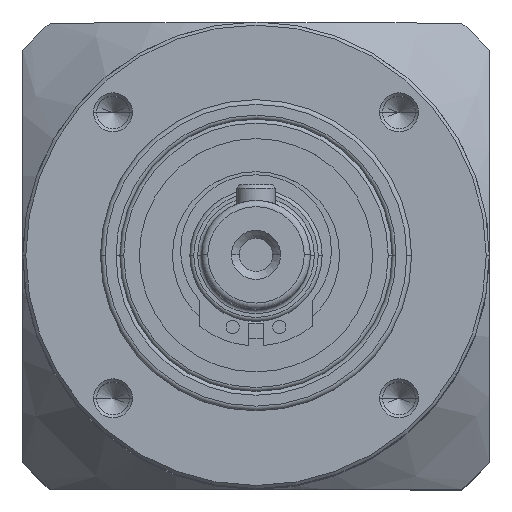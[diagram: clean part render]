
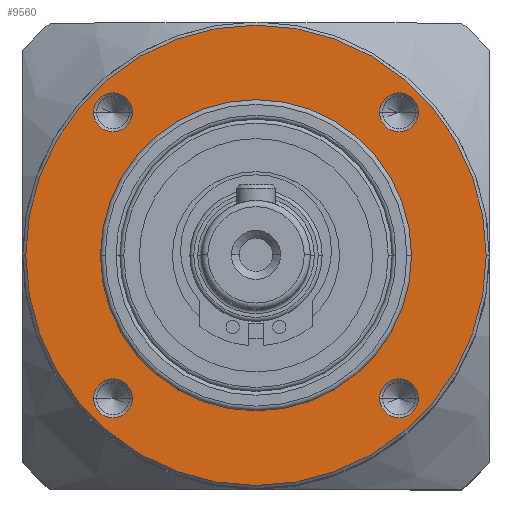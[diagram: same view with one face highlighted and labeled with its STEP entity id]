
A CAD part, top view. The second image highlights one B-rep face of the part: STEP entity #9560.
In plain terms, the highlighted planar face has unit normal (0, 0, 1).
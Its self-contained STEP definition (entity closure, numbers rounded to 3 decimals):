
#15 = EDGE_CURVE ( 'NONE', #813, #4264, #11725, .T. ) ;
#240 = AXIS2_PLACEMENT_3D ( 'NONE', #10726, #9879, #5063 ) ;
#243 = AXIS2_PLACEMENT_3D ( 'NONE', #12026, #2371, #9049 ) ;
#251 = CARTESIAN_POINT ( 'NONE',  ( 18.385, 18.385, 25.5 ) ) ;
#267 = EDGE_LOOP ( 'NONE', ( #5421, #12162 ) ) ;
#637 = CARTESIAN_POINT ( 'NONE',  ( 20.885, -18.385, 25.5 ) ) ;
#813 = VERTEX_POINT ( 'NONE', #901 ) ;
#901 = CARTESIAN_POINT ( 'NONE',  ( -20.885, -18.385, 25.5 ) ) ;
#973 = EDGE_CURVE ( 'NONE', #3026, #3962, #10492, .T. ) ;
#1001 = CARTESIAN_POINT ( 'NONE',  ( 0., 0., 25.5 ) ) ;
#1229 = DIRECTION ( 'NONE',  ( 1., 0., 0. ) ) ;
#1300 = AXIS2_PLACEMENT_3D ( 'NONE', #3396, #3278, #8143 ) ;
#1398 = EDGE_CURVE ( 'NONE', #5026, #7115, #3374, .T. ) ;
#1428 = DIRECTION ( 'NONE',  ( 0., 0., -1. ) ) ;
#1470 = DIRECTION ( 'NONE',  ( 1., 0., 0. ) ) ;
#1542 = CARTESIAN_POINT ( 'NONE',  ( -18.385, 18.385, 25.5 ) ) ;
#1670 = EDGE_CURVE ( 'NONE', #10468, #2664, #11690, .T. ) ;
#1848 = CARTESIAN_POINT ( 'NONE',  ( -18.385, 18.385, 25.5 ) ) ;
#2063 = DIRECTION ( 'NONE',  ( 1., 0., 0. ) ) ;
#2083 = EDGE_LOOP ( 'NONE', ( #6555, #6379 ) ) ;
#2232 = ORIENTED_EDGE ( 'NONE', *, *, #10310, .T. ) ;
#2371 = DIRECTION ( 'NONE',  ( 0., 0., 1. ) ) ;
#2542 = DIRECTION ( 'NONE',  ( 1., 0., 0. ) ) ;
#2551 = ORIENTED_EDGE ( 'NONE', *, *, #6353, .T. ) ;
#2581 = CARTESIAN_POINT ( 'NONE',  ( 20., 0., 25.5 ) ) ;
#2664 = VERTEX_POINT ( 'NONE', #6761 ) ;
#2704 = DIRECTION ( 'NONE',  ( 1., 0., 0. ) ) ;
#3026 = VERTEX_POINT ( 'NONE', #4875 ) ;
#3273 = AXIS2_PLACEMENT_3D ( 'NONE', #251, #7696, #1229 ) ;
#3278 = DIRECTION ( 'NONE',  ( 0., 0., -1. ) ) ;
#3374 = CIRCLE ( 'NONE', #10119, 20. ) ;
#3396 = CARTESIAN_POINT ( 'NONE',  ( 18.385, 18.385, 25.5 ) ) ;
#3575 = VERTEX_POINT ( 'NONE', #637 ) ;
#3641 = ORIENTED_EDGE ( 'NONE', *, *, #4549, .T. ) ;
#3679 = ORIENTED_EDGE ( 'NONE', *, *, #4845, .T. ) ;
#3864 = AXIS2_PLACEMENT_3D ( 'NONE', #1848, #7366, #8349 ) ;
#3962 = VERTEX_POINT ( 'NONE', #7350 ) ;
#3980 = AXIS2_PLACEMENT_3D ( 'NONE', #6411, #4480, #5457 ) ;
#4120 = CARTESIAN_POINT ( 'NONE',  ( 18.385, -18.385, 25.5 ) ) ;
#4155 = FACE_BOUND ( 'NONE', #10945, .T. ) ;
#4168 = CARTESIAN_POINT ( 'NONE',  ( -20.885, 18.385, 25.5 ) ) ;
#4264 = VERTEX_POINT ( 'NONE', #8892 ) ;
#4286 = DIRECTION ( 'NONE',  ( 1., 0., 0. ) ) ;
#4417 = AXIS2_PLACEMENT_3D ( 'NONE', #4120, #10782, #1470 ) ;
#4457 = AXIS2_PLACEMENT_3D ( 'NONE', #12195, #7326, #2542 ) ;
#4480 = DIRECTION ( 'NONE',  ( 0., 0., 1. ) ) ;
#4549 = EDGE_CURVE ( 'NONE', #9281, #10602, #5404, .T. ) ;
#4752 = FACE_BOUND ( 'NONE', #7812, .T. ) ;
#4845 = EDGE_CURVE ( 'NONE', #3962, #3026, #6571, .T. ) ;
#4875 = CARTESIAN_POINT ( 'NONE',  ( 15.885, 18.385, 25.5 ) ) ;
#5026 = VERTEX_POINT ( 'NONE', #7269 ) ;
#5063 = DIRECTION ( 'NONE',  ( 1., 0., 0. ) ) ;
#5118 = ORIENTED_EDGE ( 'NONE', *, *, #7914, .T. ) ;
#5229 = CIRCLE ( 'NONE', #10917, 20. ) ;
#5404 = CIRCLE ( 'NONE', #3864, 2.5 ) ;
#5421 = ORIENTED_EDGE ( 'NONE', *, *, #1398, .F. ) ;
#5457 = DIRECTION ( 'NONE',  ( 1., 0., 0. ) ) ;
#5996 = ORIENTED_EDGE ( 'NONE', *, *, #1670, .T. ) ;
#6089 = EDGE_LOOP ( 'NONE', ( #7779, #2551 ) ) ;
#6302 = EDGE_CURVE ( 'NONE', #3575, #6546, #9724, .T. ) ;
#6318 = DIRECTION ( 'NONE',  ( 0., 0., -1. ) ) ;
#6353 = EDGE_CURVE ( 'NONE', #6546, #3575, #9143, .T. ) ;
#6379 = ORIENTED_EDGE ( 'NONE', *, *, #15, .T. ) ;
#6395 = FACE_OUTER_BOUND ( 'NONE', #11731, .T. ) ;
#6411 = CARTESIAN_POINT ( 'NONE',  ( 0., 0., 25.5 ) ) ;
#6546 = VERTEX_POINT ( 'NONE', #9540 ) ;
#6555 = ORIENTED_EDGE ( 'NONE', *, *, #8334, .T. ) ;
#6571 = CIRCLE ( 'NONE', #1300, 2.5 ) ;
#6761 = CARTESIAN_POINT ( 'NONE',  ( -29.6, 0., 25.5 ) ) ;
#7071 = CARTESIAN_POINT ( 'NONE',  ( 18.385, -18.385, 25.5 ) ) ;
#7115 = VERTEX_POINT ( 'NONE', #2581 ) ;
#7269 = CARTESIAN_POINT ( 'NONE',  ( -20., 0., 25.5 ) ) ;
#7326 = DIRECTION ( 'NONE',  ( 0., 0., 1. ) ) ;
#7350 = CARTESIAN_POINT ( 'NONE',  ( 20.885, 18.385, 25.5 ) ) ;
#7366 = DIRECTION ( 'NONE',  ( 0., 0., -1. ) ) ;
#7696 = DIRECTION ( 'NONE',  ( 0., 0., -1. ) ) ;
#7779 = ORIENTED_EDGE ( 'NONE', *, *, #6302, .T. ) ;
#7812 = EDGE_LOOP ( 'NONE', ( #2232, #3641 ) ) ;
#7855 = DIRECTION ( 'NONE',  ( 0., 0., 1. ) ) ;
#7914 = EDGE_CURVE ( 'NONE', #2664, #10468, #9406, .T. ) ;
#8143 = DIRECTION ( 'NONE',  ( 1., 0., 0. ) ) ;
#8334 = EDGE_CURVE ( 'NONE', #4264, #813, #9833, .T. ) ;
#8349 = DIRECTION ( 'NONE',  ( 1., 0., 0. ) ) ;
#8781 = EDGE_CURVE ( 'NONE', #7115, #5026, #5229, .T. ) ;
#8804 = FACE_BOUND ( 'NONE', #2083, .T. ) ;
#8892 = CARTESIAN_POINT ( 'NONE',  ( -15.885, -18.385, 25.5 ) ) ;
#9049 = DIRECTION ( 'NONE',  ( 1., 0., 0. ) ) ;
#9069 = AXIS2_PLACEMENT_3D ( 'NONE', #7071, #1428, #4286 ) ;
#9143 = CIRCLE ( 'NONE', #9069, 2.5 ) ;
#9185 = CARTESIAN_POINT ( 'NONE',  ( 29.6, 0., 25.5 ) ) ;
#9281 = VERTEX_POINT ( 'NONE', #4168 ) ;
#9320 = PLANE ( 'NONE',  #4457 ) ;
#9376 = FACE_BOUND ( 'NONE', #267, .T. ) ;
#9406 = CIRCLE ( 'NONE', #3980, 29.6 ) ;
#9450 = DIRECTION ( 'NONE',  ( 0., 0., 1. ) ) ;
#9540 = CARTESIAN_POINT ( 'NONE',  ( 15.885, -18.385, 25.5 ) ) ;
#9560 = ADVANCED_FACE ( 'NONE', ( #11312, #8804, #4752, #4155, #6395, #9376 ), #9320, .T. ) ;
#9724 = CIRCLE ( 'NONE', #4417, 2.5 ) ;
#9833 = CIRCLE ( 'NONE', #240, 2.5 ) ;
#9879 = DIRECTION ( 'NONE',  ( 0., 0., -1. ) ) ;
#10119 = AXIS2_PLACEMENT_3D ( 'NONE', #1001, #9450, #2704 ) ;
#10239 = CIRCLE ( 'NONE', #10363, 2.5 ) ;
#10310 = EDGE_CURVE ( 'NONE', #10602, #9281, #10239, .T. ) ;
#10363 = AXIS2_PLACEMENT_3D ( 'NONE', #1542, #6318, #11139 ) ;
#10468 = VERTEX_POINT ( 'NONE', #9185 ) ;
#10492 = CIRCLE ( 'NONE', #3273, 2.5 ) ;
#10602 = VERTEX_POINT ( 'NONE', #11507 ) ;
#10726 = CARTESIAN_POINT ( 'NONE',  ( -18.385, -18.385, 25.5 ) ) ;
#10782 = DIRECTION ( 'NONE',  ( 0., 0., -1. ) ) ;
#10917 = AXIS2_PLACEMENT_3D ( 'NONE', #11506, #7855, #2063 ) ;
#10945 = EDGE_LOOP ( 'NONE', ( #3679, #11220 ) ) ;
#11053 = DIRECTION ( 'NONE',  ( 0., 0., -1. ) ) ;
#11139 = DIRECTION ( 'NONE',  ( 1., 0., 0. ) ) ;
#11215 = AXIS2_PLACEMENT_3D ( 'NONE', #11928, #11053, #12086 ) ;
#11220 = ORIENTED_EDGE ( 'NONE', *, *, #973, .T. ) ;
#11312 = FACE_BOUND ( 'NONE', #6089, .T. ) ;
#11506 = CARTESIAN_POINT ( 'NONE',  ( 0., 0., 25.5 ) ) ;
#11507 = CARTESIAN_POINT ( 'NONE',  ( -15.885, 18.385, 25.5 ) ) ;
#11690 = CIRCLE ( 'NONE', #243, 29.6 ) ;
#11725 = CIRCLE ( 'NONE', #11215, 2.5 ) ;
#11731 = EDGE_LOOP ( 'NONE', ( #5118, #5996 ) ) ;
#11928 = CARTESIAN_POINT ( 'NONE',  ( -18.385, -18.385, 25.5 ) ) ;
#12026 = CARTESIAN_POINT ( 'NONE',  ( 0., 0., 25.5 ) ) ;
#12086 = DIRECTION ( 'NONE',  ( 1., 0., 0. ) ) ;
#12162 = ORIENTED_EDGE ( 'NONE', *, *, #8781, .F. ) ;
#12195 = CARTESIAN_POINT ( 'NONE',  ( 0., 0., 25.5 ) ) ;
